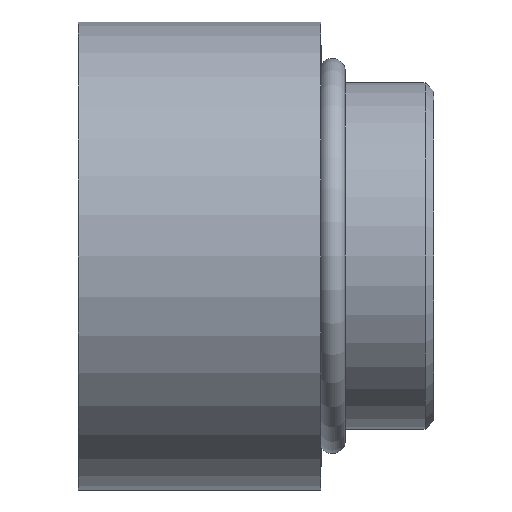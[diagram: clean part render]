
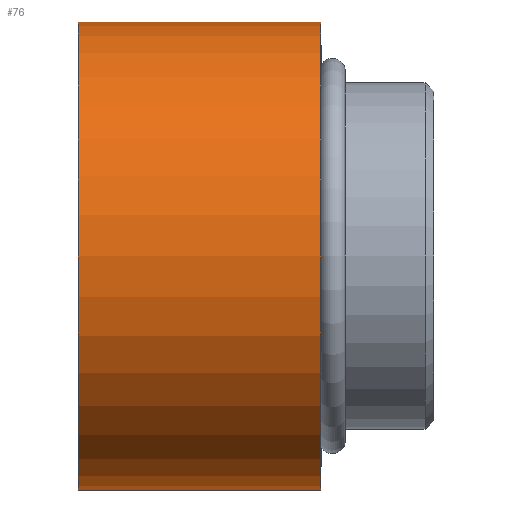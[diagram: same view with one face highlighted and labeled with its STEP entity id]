
A CAD part, left-side view. The second image highlights one B-rep face of the part: STEP entity #76.
In plain terms, the highlighted cylindrical face has radius 13.5 mm (diameter 27 mm), a partial arc.
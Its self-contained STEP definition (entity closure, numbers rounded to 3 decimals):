
#4 = CIRCLE ( 'NONE', #616, 13.5 ) ;
#7 = CIRCLE ( 'NONE', #635, 13.5 ) ;
#35 = EDGE_CURVE ( 'NONE', #133, #136, #424, .T. ) ;
#41 = EDGE_CURVE ( 'NONE', #134, #135, #442, .T. ) ;
#48 = EDGE_CURVE ( 'NONE', #135, #136, #7, .T. ) ;
#51 = EDGE_CURVE ( 'NONE', #134, #133, #4, .T. ) ;
#76 = ADVANCED_FACE ( 'NONE', ( #570 ), #571, .T. ) ;
#103 = ORIENTED_EDGE ( 'NONE', *, *, #48, .F. ) ;
#133 = VERTEX_POINT ( 'NONE', #325 ) ;
#134 = VERTEX_POINT ( 'NONE', #326 ) ;
#135 = VERTEX_POINT ( 'NONE', #327 ) ;
#136 = VERTEX_POINT ( 'NONE', #328 ) ;
#152 = ORIENTED_EDGE ( 'NONE', *, *, #41, .F. ) ;
#153 = ORIENTED_EDGE ( 'NONE', *, *, #51, .T. ) ;
#154 = ORIENTED_EDGE ( 'NONE', *, *, #35, .T. ) ;
#204 = EDGE_LOOP ( 'NONE', ( #152, #153, #154, #103 ) ) ;
#282 = CARTESIAN_POINT ( 'NONE',  ( 0., -10.273, 0. ) ) ;
#283 = DIRECTION ( 'NONE',  ( 0., -1., 0. ) ) ;
#284 = DIRECTION ( 'NONE',  ( 0., 0., -1. ) ) ;
#325 = CARTESIAN_POINT ( 'NONE',  ( 0., 11., -13.5 ) ) ;
#326 = CARTESIAN_POINT ( 'NONE',  ( 0., 11., 13.5 ) ) ;
#327 = CARTESIAN_POINT ( 'NONE',  ( 0., -3., 13.5 ) ) ;
#328 = CARTESIAN_POINT ( 'NONE',  ( 0., -3., -13.5 ) ) ;
#424 = LINE ( 'NONE', #425, #634 ) ;
#425 = CARTESIAN_POINT ( 'NONE',  ( 0., -10.273, -13.5 ) ) ;
#426 = DIRECTION ( 'NONE',  ( 0., -1., 0. ) ) ;
#442 = LINE ( 'NONE', #443, #626 ) ;
#443 = CARTESIAN_POINT ( 'NONE',  ( 0., -10.273, 13.5 ) ) ;
#444 = DIRECTION ( 'NONE',  ( 0., -1., 0. ) ) ;
#462 = CARTESIAN_POINT ( 'NONE',  ( 0., -3., 0. ) ) ;
#463 = DIRECTION ( 'NONE',  ( 0., -1., 0. ) ) ;
#464 = DIRECTION ( 'NONE',  ( 0., 0., -1. ) ) ;
#471 = CARTESIAN_POINT ( 'NONE',  ( 0., 11., 0. ) ) ;
#472 = DIRECTION ( 'NONE',  ( 0., -1., 0. ) ) ;
#473 = DIRECTION ( 'NONE',  ( 0., 0., -1. ) ) ;
#566 = AXIS2_PLACEMENT_3D ( 'NONE', #282, #283, #284 ) ;
#570 = FACE_OUTER_BOUND ( 'NONE', #204, .T. ) ;
#571 = CYLINDRICAL_SURFACE ( 'NONE', #566, 13.5 ) ;
#616 = AXIS2_PLACEMENT_3D ( 'NONE', #471, #472, #473 ) ;
#626 = VECTOR ( 'NONE', #444, 1000. ) ;
#634 = VECTOR ( 'NONE', #426, 1000. ) ;
#635 = AXIS2_PLACEMENT_3D ( 'NONE', #462, #463, #464 ) ;
